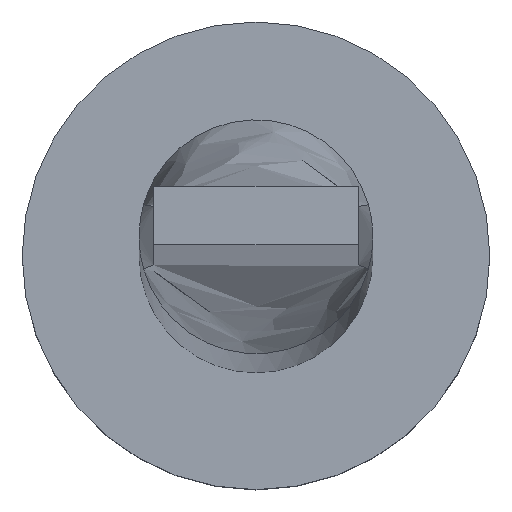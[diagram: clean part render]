
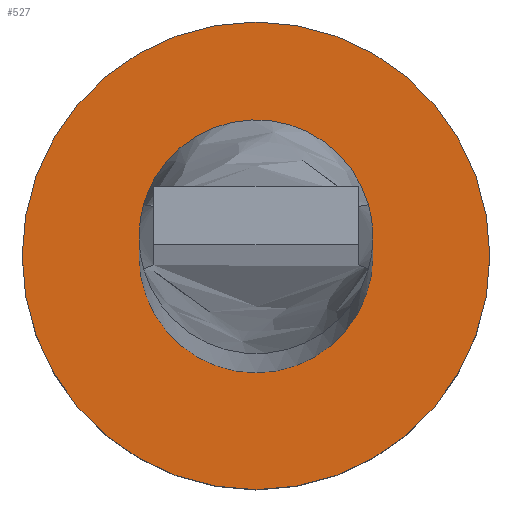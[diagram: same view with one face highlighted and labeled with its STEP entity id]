
A CAD part, top view. The second image highlights one B-rep face of the part: STEP entity #527.
In plain terms, the highlighted planar face has unit normal (0, 0, 1).
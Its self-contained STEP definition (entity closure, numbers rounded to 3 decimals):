
#5 = VERTEX_POINT ( 'NONE', #443 ) ;
#10 = CIRCLE ( 'NONE', #401, 4. ) ;
#12 = DIRECTION ( 'NONE',  ( 1., 0., 0. ) ) ;
#22 = CARTESIAN_POINT ( 'NONE',  ( 4., 0., 3. ) ) ;
#41 = CARTESIAN_POINT ( 'NONE',  ( 0., 0., 3. ) ) ;
#85 = DIRECTION ( 'NONE',  ( 1., 0., 0. ) ) ;
#96 = VERTEX_POINT ( 'NONE', #178 ) ;
#125 = CARTESIAN_POINT ( 'NONE',  ( 0., 0., 3. ) ) ;
#154 = EDGE_CURVE ( 'NONE', #447, #5, #10, .T. ) ;
#161 = AXIS2_PLACEMENT_3D ( 'NONE', #212, #166, #12 ) ;
#166 = DIRECTION ( 'NONE',  ( 0., 0., 1. ) ) ;
#178 = CARTESIAN_POINT ( 'NONE',  ( 2., 0., 3. ) ) ;
#181 = CARTESIAN_POINT ( 'NONE',  ( -2., 0., 3. ) ) ;
#211 = CARTESIAN_POINT ( 'NONE',  ( 0., 0., 3. ) ) ;
#212 = CARTESIAN_POINT ( 'NONE',  ( 0., 0., 3. ) ) ;
#243 = DIRECTION ( 'NONE',  ( 1., 0., 0. ) ) ;
#253 = ORIENTED_EDGE ( 'NONE', *, *, #414, .F. ) ;
#256 = DIRECTION ( 'NONE',  ( 0., 0., 1. ) ) ;
#261 = DIRECTION ( 'NONE',  ( 1., 0., 0. ) ) ;
#263 = VERTEX_POINT ( 'NONE', #181 ) ;
#271 = AXIS2_PLACEMENT_3D ( 'NONE', #211, #405, #85 ) ;
#284 = CIRCLE ( 'NONE', #296, 4. ) ;
#296 = AXIS2_PLACEMENT_3D ( 'NONE', #41, #513, #243 ) ;
#298 = DIRECTION ( 'NONE',  ( 1., 0., 0. ) ) ;
#311 = ORIENTED_EDGE ( 'NONE', *, *, #452, .F. ) ;
#312 = CIRCLE ( 'NONE', #161, 2. ) ;
#314 = ORIENTED_EDGE ( 'NONE', *, *, #154, .T. ) ;
#315 = PLANE ( 'NONE',  #271 ) ;
#340 = CARTESIAN_POINT ( 'NONE',  ( 0., 0., 3. ) ) ;
#366 = CIRCLE ( 'NONE', #418, 2. ) ;
#373 = FACE_OUTER_BOUND ( 'NONE', #496, .T. ) ;
#388 = DIRECTION ( 'NONE',  ( 0., 0., 1. ) ) ;
#401 = AXIS2_PLACEMENT_3D ( 'NONE', #125, #256, #298 ) ;
#405 = DIRECTION ( 'NONE',  ( 0., 0., 1. ) ) ;
#414 = EDGE_CURVE ( 'NONE', #263, #96, #366, .T. ) ;
#418 = AXIS2_PLACEMENT_3D ( 'NONE', #340, #388, #261 ) ;
#421 = FACE_BOUND ( 'NONE', #530, .T. ) ;
#442 = EDGE_CURVE ( 'NONE', #5, #447, #284, .T. ) ;
#443 = CARTESIAN_POINT ( 'NONE',  ( -4., 0., 3. ) ) ;
#447 = VERTEX_POINT ( 'NONE', #22 ) ;
#452 = EDGE_CURVE ( 'NONE', #96, #263, #312, .T. ) ;
#455 = ORIENTED_EDGE ( 'NONE', *, *, #442, .T. ) ;
#496 = EDGE_LOOP ( 'NONE', ( #455, #314 ) ) ;
#513 = DIRECTION ( 'NONE',  ( 0., 0., 1. ) ) ;
#527 = ADVANCED_FACE ( 'NONE', ( #421, #373 ), #315, .T. ) ;
#530 = EDGE_LOOP ( 'NONE', ( #253, #311 ) ) ;
